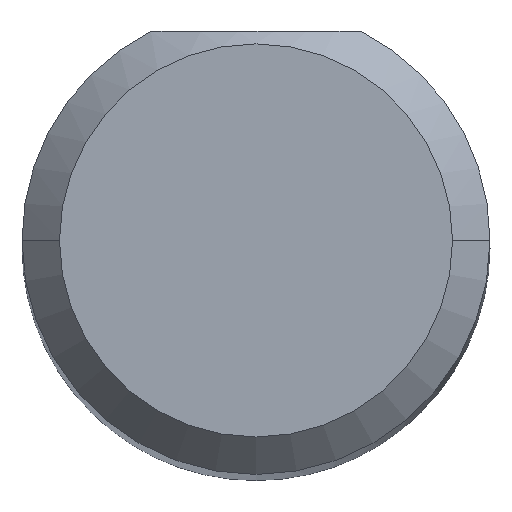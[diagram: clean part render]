
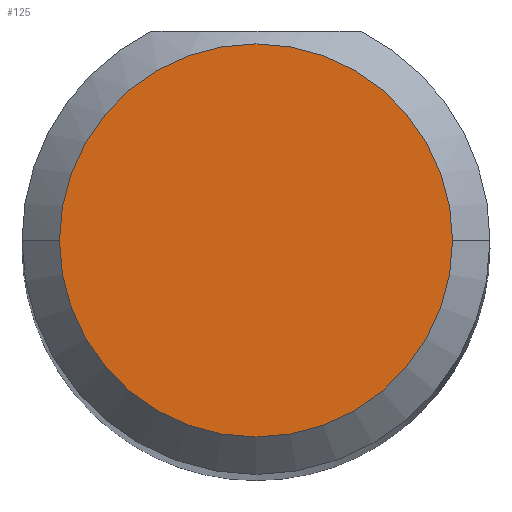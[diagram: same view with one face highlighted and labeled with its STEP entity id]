
A CAD part, top view. The second image highlights one B-rep face of the part: STEP entity #125.
In plain terms, the highlighted planar face has unit normal (0, 0, 1).
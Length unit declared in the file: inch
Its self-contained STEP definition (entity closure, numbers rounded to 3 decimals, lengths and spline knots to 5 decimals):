
#65 = CARTESIAN_POINT ( 'NONE',  ( 0.07875, 0., 2. ) ) ;
#84 = VERTEX_POINT ( 'NONE', #493 ) ;
#111 = DIRECTION ( 'NONE',  ( 0., 0., 1. ) ) ;
#125 = ADVANCED_FACE ( 'NONE', ( #401 ), #385, .T. ) ;
#234 = DIRECTION ( 'NONE',  ( 1., 0., 0. ) ) ;
#293 = VERTEX_POINT ( 'NONE', #65 ) ;
#315 = CIRCLE ( 'NONE', #730, 0.07875 ) ;
#385 = PLANE ( 'NONE',  #660 ) ;
#401 = FACE_OUTER_BOUND ( 'NONE', #685, .T. ) ;
#475 = DIRECTION ( 'NONE',  ( 1., 0., 0. ) ) ;
#492 = ORIENTED_EDGE ( 'NONE', *, *, #739, .T. ) ;
#493 = CARTESIAN_POINT ( 'NONE',  ( -0.07875, 0., 2. ) ) ;
#520 = CARTESIAN_POINT ( 'NONE',  ( 0., 0., 2. ) ) ;
#524 = CARTESIAN_POINT ( 'NONE',  ( 0., 0., 2. ) ) ;
#525 = DIRECTION ( 'NONE',  ( 1., 0., 0. ) ) ;
#558 = ORIENTED_EDGE ( 'NONE', *, *, #607, .T. ) ;
#567 = DIRECTION ( 'NONE',  ( 0., 0., 1. ) ) ;
#607 = EDGE_CURVE ( 'NONE', #293, #84, #644, .T. ) ;
#644 = CIRCLE ( 'NONE', #671, 0.07875 ) ;
#646 = CARTESIAN_POINT ( 'NONE',  ( 0., 0., 2. ) ) ;
#660 = AXIS2_PLACEMENT_3D ( 'NONE', #520, #567, #525 ) ;
#671 = AXIS2_PLACEMENT_3D ( 'NONE', #646, #111, #475 ) ;
#685 = EDGE_LOOP ( 'NONE', ( #492, #558 ) ) ;
#730 = AXIS2_PLACEMENT_3D ( 'NONE', #524, #762, #234 ) ;
#739 = EDGE_CURVE ( 'NONE', #84, #293, #315, .T. ) ;
#762 = DIRECTION ( 'NONE',  ( 0., 0., 1. ) ) ;
